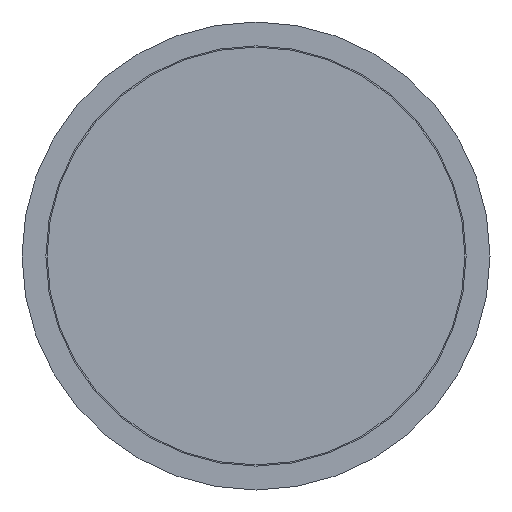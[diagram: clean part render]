
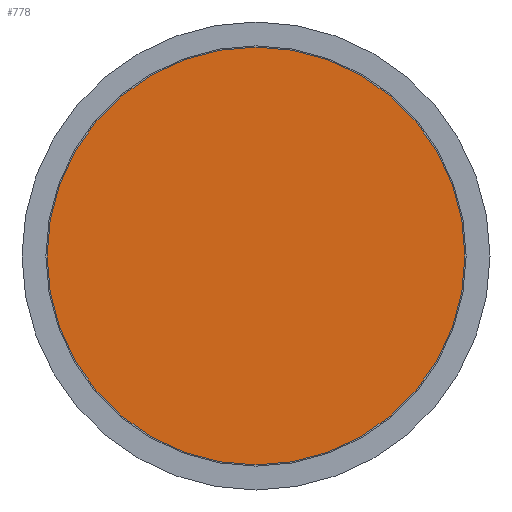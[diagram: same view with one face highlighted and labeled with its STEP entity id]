
A CAD part, front view. The second image highlights one B-rep face of the part: STEP entity #778.
In plain terms, the highlighted planar face has unit normal (0, -1, 0).
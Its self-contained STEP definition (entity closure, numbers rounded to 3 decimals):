
#65 = DIRECTION ( 'NONE',  ( 0., 0., 1. ) ) ;
#74 = CARTESIAN_POINT ( 'NONE',  ( -43.75, 0., 0. ) ) ;
#78 = CIRCLE ( 'NONE', #516, 43.75 ) ;
#94 = DIRECTION ( 'NONE',  ( 0., -1., 0. ) ) ;
#139 = DIRECTION ( 'NONE',  ( 0., 1., 0. ) ) ;
#222 = PLANE ( 'NONE',  #235 ) ;
#235 = AXIS2_PLACEMENT_3D ( 'NONE', #74, #139, #65 ) ;
#288 = FACE_OUTER_BOUND ( 'NONE', #482, .T. ) ;
#482 = EDGE_LOOP ( 'NONE', ( #675 ) ) ;
#516 = AXIS2_PLACEMENT_3D ( 'NONE', #781, #94, #689 ) ;
#546 = EDGE_CURVE ( 'NONE', #691, #691, #78, .T. ) ;
#675 = ORIENTED_EDGE ( 'NONE', *, *, #546, .T. ) ;
#689 = DIRECTION ( 'NONE',  ( 0., 0., -1. ) ) ;
#691 = VERTEX_POINT ( 'NONE', #699 ) ;
#699 = CARTESIAN_POINT ( 'NONE',  ( 0., 0., -43.75 ) ) ;
#778 = ADVANCED_FACE ( 'NONE', ( #288 ), #222, .F. ) ;
#781 = CARTESIAN_POINT ( 'NONE',  ( 0., 0., 0. ) ) ;
